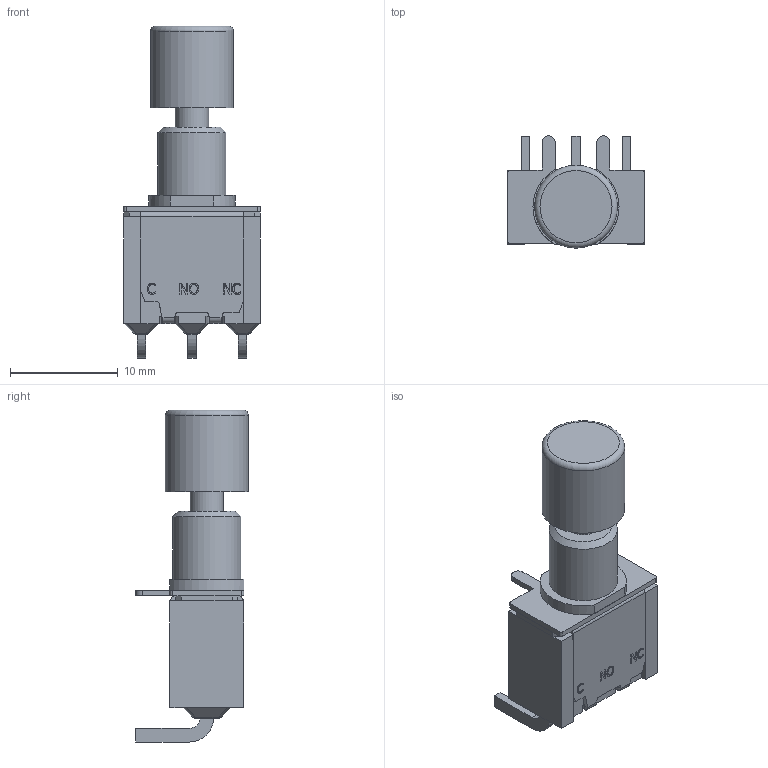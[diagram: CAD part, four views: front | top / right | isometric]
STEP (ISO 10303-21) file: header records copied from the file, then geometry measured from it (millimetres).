
FILE_DESCRIPTION(/* description */ (''),/* implementation_level */ '2;1');
FILE_NAME(/* name */ '700SP7B10M6xEC1xxx.stp',/* time_stamp */ '2025-05-15T10:08:47-05:00',/* author */ ('mroman'),/* organization */ (''),/* preprocessor_version */ 'ST-DEVELOPER v18.1',/* originating_system */ 'Autodesk Inventor 2022',/* authorisation */ '');
FILE_SCHEMA (('AUTOMOTIVE_DESIGN { 1 0 10303 214 3 1 1 }'));
Length unit declared in the file: millimetre
Products named in the file (1): 700SP7B10M6xEC1xxx
Bounding box: 12.7 x 10.46 x 30.86 mm (x, y, z)
Volume: 1480.2 mm3; surface area: 1674.7 mm2
Topology: 2 solids, 6 shells, 398 faces, 1050 edges, 665 vertices
Faces by surface type: plane 233, cylinder 91, bspline 54, sphere 12, torus 7, cone 1
Full cylindrical faces by diameter (mm): 3.1 x2, 7.7 x1
Entity records: 12573 total; most frequent: CARTESIAN_POINT 3024, ORIENTED_EDGE 2076, DIRECTION 1795, EDGE_CURVE 1038, LINE 719, VECTOR 719, VERTEX_POINT 665, AXIS2_PLACEMENT_3D 538
